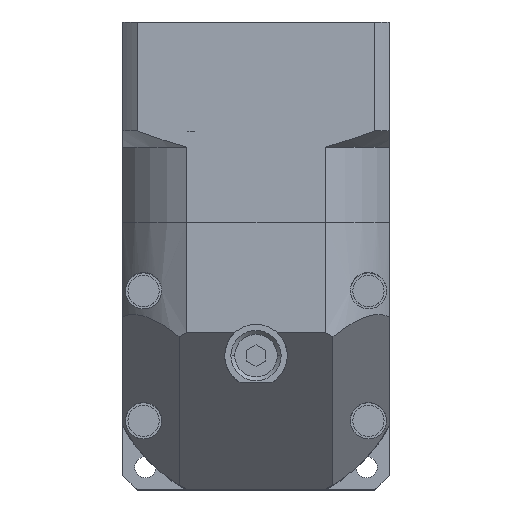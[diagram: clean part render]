
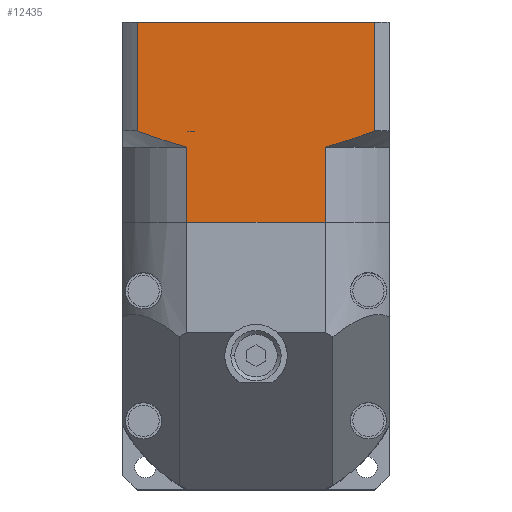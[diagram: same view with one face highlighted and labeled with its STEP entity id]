
A CAD part, top view. The second image highlights one B-rep face of the part: STEP entity #12435.
In plain terms, the highlighted planar face has unit normal (0, 0, 1).
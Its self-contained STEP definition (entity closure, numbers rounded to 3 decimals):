
#337 = CARTESIAN_POINT ( 'NONE',  ( 28.685, 53.086, 132.6 ) ) ;
#439 = VERTEX_POINT ( 'NONE', #1450 ) ;
#632 = B_SPLINE_CURVE_WITH_KNOTS ( 'NONE', 3,
 ( #5868, #5739, #12996, #9991, #9932, #9860, #6812, #10949, #1686, #8908, #4842, #13059, #3776 ),
 .UNSPECIFIED., .F., .F.,
 ( 4, 1, 1, 1, 1, 1, 2, 2, 4 ),
 ( 0., 0.25, 0.375, 0.437, 0.469, 0.484, 0.492, 0.5, 1. ),
 .UNSPECIFIED. ) ;
#823 = CARTESIAN_POINT ( 'NONE',  ( 28.685, 35.684, 132.6 ) ) ;
#1025 = CARTESIAN_POINT ( 'NONE',  ( 22.416, 33.53, 132.6 ) ) ;
#1307 = CARTESIAN_POINT ( 'NONE',  ( 28.685, 53.086, 132.6 ) ) ;
#1387 = VECTOR ( 'NONE', #2392, 1000. ) ;
#1450 = CARTESIAN_POINT ( 'NONE',  ( 28.685, 35.684, 132.6 ) ) ;
#1686 = CARTESIAN_POINT ( 'NONE',  ( -5.313, 34.291, 132.6 ) ) ;
#1736 = CARTESIAN_POINT ( 'NONE',  ( -9.186, 53.086, 132.6 ) ) ;
#1820 = VECTOR ( 'NONE', #7434, 1000. ) ;
#1960 = CARTESIAN_POINT ( 'NONE',  ( 27.326, 35.162, 132.6 ) ) ;
#1988 = DIRECTION ( 'NONE',  ( 0., -1., 0. ) ) ;
#1989 = DIRECTION ( 'NONE',  ( 1., 0., 0. ) ) ;
#2392 = DIRECTION ( 'NONE',  ( 0., -1., 0. ) ) ;
#2414 = CARTESIAN_POINT ( 'NONE',  ( 20.809, 21.086, 132.6 ) ) ;
#2714 = VECTOR ( 'NONE', #1989, 1000. ) ;
#2905 = EDGE_CURVE ( 'NONE', #11852, #8182, #11258, .T. ) ;
#3052 = CARTESIAN_POINT ( 'NONE',  ( 24.482, 34.181, 132.6 ) ) ;
#3255 = CARTESIAN_POINT ( 'NONE',  ( -9.186, 53.086, 132.6 ) ) ;
#3484 = B_SPLINE_CURVE_WITH_KNOTS ( 'NONE', 3,
 ( #7027, #12268, #1025, #5070, #5952, #3052, #13209, #11166, #10079, #13145, #11298, #7098, #1960, #823 ),
 .UNSPECIFIED., .F., .F.,
 ( 4, 1, 1, 1, 1, 1, 1, 2, 2, 4 ),
 ( 0., 0.25, 0.375, 0.438, 0.469, 0.484, 0.492, 0.496, 0.5, 1. ),
 .UNSPECIFIED. ) ;
#3533 = EDGE_CURVE ( 'NONE', #4608, #439, #3484, .T. ) ;
#3692 = ORIENTED_EDGE ( 'NONE', *, *, #3533, .T. ) ;
#3776 = CARTESIAN_POINT ( 'NONE',  ( -1.31, 33.086, 132.6 ) ) ;
#3820 = CARTESIAN_POINT ( 'NONE',  ( -9.186, 21.086, 132.6 ) ) ;
#3985 = VERTEX_POINT ( 'NONE', #9042 ) ;
#4038 = CARTESIAN_POINT ( 'NONE',  ( -9.186, 53.086, 132.6 ) ) ;
#4468 = ORIENTED_EDGE ( 'NONE', *, *, #10706, .T. ) ;
#4608 = VERTEX_POINT ( 'NONE', #10969 ) ;
#4842 = CARTESIAN_POINT ( 'NONE',  ( -3.898, 33.82, 132.6 ) ) ;
#5070 = CARTESIAN_POINT ( 'NONE',  ( 23.587, 33.892, 132.6 ) ) ;
#5221 = ORIENTED_EDGE ( 'NONE', *, *, #10117, .T. ) ;
#5739 = CARTESIAN_POINT ( 'NONE',  ( -8.505, 35.422, 132.6 ) ) ;
#5868 = CARTESIAN_POINT ( 'NONE',  ( -9.186, 35.684, 132.6 ) ) ;
#5891 = ORIENTED_EDGE ( 'NONE', *, *, #9503, .T. ) ;
#5952 = CARTESIAN_POINT ( 'NONE',  ( 24.182, 34.083, 132.6 ) ) ;
#6051 = LINE ( 'NONE', #3820, #2714 ) ;
#6544 = DIRECTION ( 'NONE',  ( 0., 1., 0. ) ) ;
#6810 = CARTESIAN_POINT ( 'NONE',  ( -1.31, 21.086, 132.6 ) ) ;
#6812 = CARTESIAN_POINT ( 'NONE',  ( -5.41, 34.323, 132.6 ) ) ;
#6997 = CARTESIAN_POINT ( 'NONE',  ( -1.31, 21.086, 132.6 ) ) ;
#7023 = ORIENTED_EDGE ( 'NONE', *, *, #12513, .T. ) ;
#7027 = CARTESIAN_POINT ( 'NONE',  ( 20.809, 33.086, 132.6 ) ) ;
#7098 = CARTESIAN_POINT ( 'NONE',  ( 26.025, 34.695, 132.6 ) ) ;
#7144 = LINE ( 'NONE', #4038, #13103 ) ;
#7250 = CARTESIAN_POINT ( 'NONE',  ( -1.31, 33.086, 132.6 ) ) ;
#7429 = VERTEX_POINT ( 'NONE', #11805 ) ;
#7434 = DIRECTION ( 'NONE',  ( 0., -1., 0. ) ) ;
#7952 = DIRECTION ( 'NONE',  ( 0., 0., -1. ) ) ;
#8038 = VECTOR ( 'NONE', #1988, 1000. ) ;
#8182 = VERTEX_POINT ( 'NONE', #6810 ) ;
#8833 = FACE_OUTER_BOUND ( 'NONE', #13269, .T. ) ;
#8908 = CARTESIAN_POINT ( 'NONE',  ( -5.295, 34.285, 132.6 ) ) ;
#9042 = CARTESIAN_POINT ( 'NONE',  ( 20.809, 21.086, 132.6 ) ) ;
#9106 = EDGE_CURVE ( 'NONE', #10943, #439, #10571, .T. ) ;
#9503 = EDGE_CURVE ( 'NONE', #11350, #7429, #12530, .T. ) ;
#9800 = ORIENTED_EDGE ( 'NONE', *, *, #9106, .F. ) ;
#9860 = CARTESIAN_POINT ( 'NONE',  ( -5.547, 34.369, 132.6 ) ) ;
#9932 = CARTESIAN_POINT ( 'NONE',  ( -5.822, 34.462, 132.6 ) ) ;
#9991 = CARTESIAN_POINT ( 'NONE',  ( -6.377, 34.653, 132.6 ) ) ;
#10047 = DIRECTION ( 'NONE',  ( 0., -1., 0. ) ) ;
#10079 = CARTESIAN_POINT ( 'NONE',  ( 24.74, 34.267, 132.6 ) ) ;
#10117 = EDGE_CURVE ( 'NONE', #8182, #3985, #6051, .T. ) ;
#10138 = ORIENTED_EDGE ( 'NONE', *, *, #2905, .T. ) ;
#10571 = LINE ( 'NONE', #1307, #1387 ) ;
#10654 = VECTOR ( 'NONE', #6544, 1000. ) ;
#10706 = EDGE_CURVE ( 'NONE', #7429, #11852, #632, .T. ) ;
#10779 = EDGE_CURVE ( 'NONE', #11350, #10943, #7144, .T. ) ;
#10943 = VERTEX_POINT ( 'NONE', #337 ) ;
#10949 = CARTESIAN_POINT ( 'NONE',  ( -5.352, 34.304, 132.6 ) ) ;
#10969 = CARTESIAN_POINT ( 'NONE',  ( 20.809, 33.086, 132.6 ) ) ;
#11166 = CARTESIAN_POINT ( 'NONE',  ( 24.708, 34.256, 132.6 ) ) ;
#11258 = LINE ( 'NONE', #6997, #8038 ) ;
#11298 = CARTESIAN_POINT ( 'NONE',  ( 24.773, 34.278, 132.6 ) ) ;
#11350 = VERTEX_POINT ( 'NONE', #12638 ) ;
#11782 = ORIENTED_EDGE ( 'NONE', *, *, #10779, .F. ) ;
#11805 = CARTESIAN_POINT ( 'NONE',  ( -9.186, 35.684, 132.6 ) ) ;
#11852 = VERTEX_POINT ( 'NONE', #7250 ) ;
#12021 = PLANE ( 'NONE',  #12615 ) ;
#12268 = CARTESIAN_POINT ( 'NONE',  ( 21.444, 33.254, 132.6 ) ) ;
#12435 = ADVANCED_FACE ( 'NONE', ( #8833 ), #12021, .F. ) ;
#12506 = LINE ( 'NONE', #2414, #10654 ) ;
#12513 = EDGE_CURVE ( 'NONE', #3985, #4608, #12506, .T. ) ;
#12530 = LINE ( 'NONE', #3255, #1820 ) ;
#12615 = AXIS2_PLACEMENT_3D ( 'NONE', #1736, #7952, #10047 ) ;
#12638 = CARTESIAN_POINT ( 'NONE',  ( -9.186, 53.086, 132.6 ) ) ;
#12996 = CARTESIAN_POINT ( 'NONE',  ( -7.506, 35.051, 132.6 ) ) ;
#13059 = CARTESIAN_POINT ( 'NONE',  ( -2.577, 33.423, 132.6 ) ) ;
#13103 = VECTOR ( 'NONE', #13261, 1000. ) ;
#13145 = CARTESIAN_POINT ( 'NONE',  ( 24.762, 34.274, 132.6 ) ) ;
#13209 = CARTESIAN_POINT ( 'NONE',  ( 24.632, 34.231, 132.6 ) ) ;
#13261 = DIRECTION ( 'NONE',  ( 1., 0., 0. ) ) ;
#13269 = EDGE_LOOP ( 'NONE', ( #4468, #10138, #5221, #7023, #3692, #9800, #11782, #5891 ) ) ;
